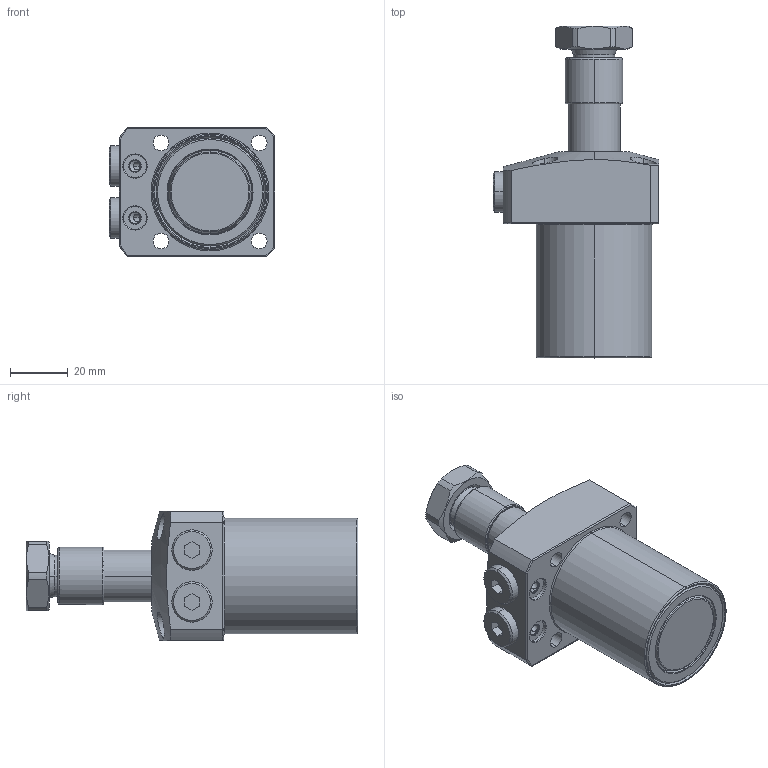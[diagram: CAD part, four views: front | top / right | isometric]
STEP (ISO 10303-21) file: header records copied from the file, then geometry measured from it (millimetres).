
FILE_DESCRIPTION (( 'STEP AP203' ), '1' );
FILE_NAME ('LHA0400-CL.STEP', '2018-12-15T03:40:14', ( '微软用户' ), ( '微软中国' ), 'SwSTEP 2.0', 'SolidWorks 2012', '' );
FILE_SCHEMA (( 'CONFIG_CONTROL_DESIGN' ));
Length unit declared in the file: millimetre
Products named in the file (7): LHA0400-槭暌溛(蹬怮椔); LHA0400-咂衝椳紕_蹬怮椔); LHA0400-楓羔_蹬怮椔); LHA0400-ů_; LHA0400-簸忣諍匏_; Gȼ__8; LHA0400-CL
Assembly tree (7 placements, depth 2):
  LHA0400-CL
    LHA0400-槭暌溛(蹬怮椔)
    LHA0400-咂衝椳紕_蹬怮椔)
    LHA0400-楓羔_蹬怮椔)
    LHA0400-ů_
    LHA0400-簸忣諍匏_
    Gȼ__8  x2
Bounding box: 57.5 x 115 x 45 mm (x, y, z)
Volume: 123326.1 mm3; surface area: 26956 mm2
Topology: 7 solids, 7 shells, 238 faces, 569 edges, 357 vertices
Faces by surface type: cylinder 81, plane 78, cone 53, torus 24, sphere 2
Entity records: 8056 total; most frequent: CARTESIAN_POINT 2033, DIRECTION 1147, ORIENTED_EDGE 1078, EDGE_CURVE 539, AXIS2_PLACEMENT_3D 473, VERTEX_POINT 339, EDGE_LOOP 252, CIRCLE 238
